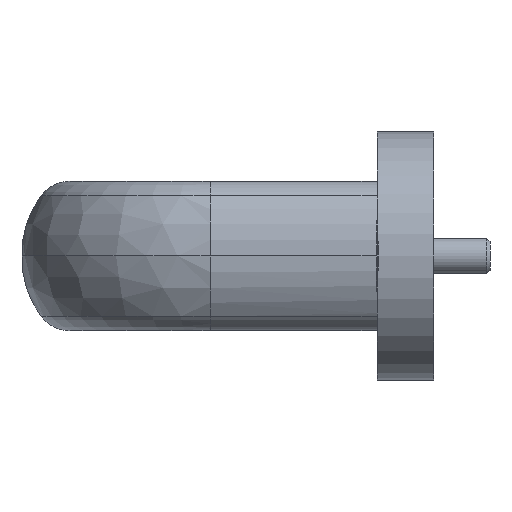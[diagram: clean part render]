
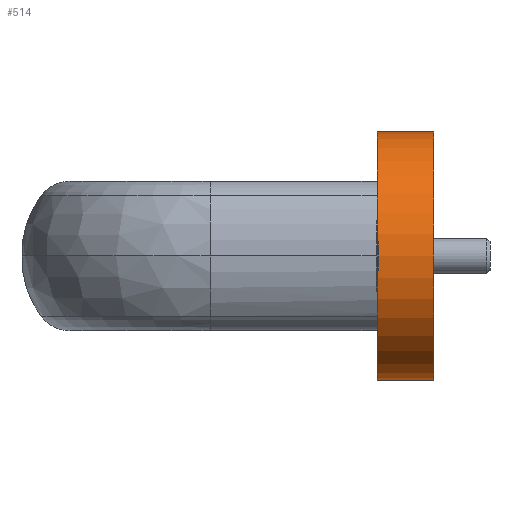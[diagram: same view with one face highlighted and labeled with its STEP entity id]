
A CAD part, left-side view. The second image highlights one B-rep face of the part: STEP entity #514.
In plain terms, the highlighted cylindrical face has radius 17.5 mm (diameter 35 mm), a full revolution.
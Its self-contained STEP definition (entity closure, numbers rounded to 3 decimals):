
#514 = ADVANCED_FACE( '', ( #1102, #1103 ), #1104, .T. );
#1102 = FACE_OUTER_BOUND( '', #1793, .T. );
#1103 = FACE_OUTER_BOUND( '', #1794, .T. );
#1104 = CYLINDRICAL_SURFACE( '', #1795, 17.5 );
#1793 = EDGE_LOOP( '', ( #3059 ) );
#1794 = EDGE_LOOP( '', ( #3060 ) );
#1795 = AXIS2_PLACEMENT_3D( '', #3061, #3062, #3063 );
#3059 = ORIENTED_EDGE( '', *, *, #3431, .F. );
#3060 = ORIENTED_EDGE( '', *, *, #3165, .T. );
#3061 = CARTESIAN_POINT( '', ( 0., 8., 0. ) );
#3062 = DIRECTION( '', ( 0., 1., 0. ) );
#3063 = DIRECTION( '', ( 0., 0., -1. ) );
#3165 = EDGE_CURVE( '', #3661, #3661, #3662, .T. );
#3431 = EDGE_CURVE( '', #4095, #4095, #4096, .T. );
#3661 = VERTEX_POINT( '', #4377 );
#3662 = CIRCLE( '', #4378, 17.5 );
#4095 = VERTEX_POINT( '', #4909 );
#4096 = CIRCLE( '', #4910, 17.5 );
#4377 = CARTESIAN_POINT( '', ( 17.5, 0., 0. ) );
#4378 = AXIS2_PLACEMENT_3D( '', #5258, #5259, #5260 );
#4909 = CARTESIAN_POINT( '', ( 17.5, 8., 0. ) );
#4910 = AXIS2_PLACEMENT_3D( '', #5668, #5669, #5670 );
#5258 = CARTESIAN_POINT( '', ( 0., 0., 0. ) );
#5259 = DIRECTION( '', ( 0., 1., 0. ) );
#5260 = DIRECTION( '', ( 1., 0., 0. ) );
#5668 = CARTESIAN_POINT( '', ( 0., 8., 0. ) );
#5669 = DIRECTION( '', ( 0., 1., 0. ) );
#5670 = DIRECTION( '', ( 1., 0., 0. ) );
